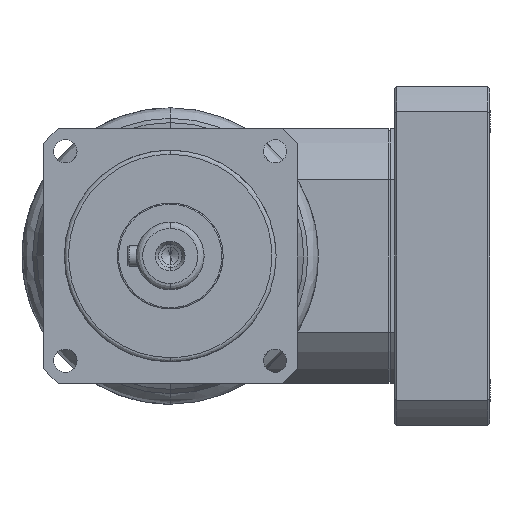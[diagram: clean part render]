
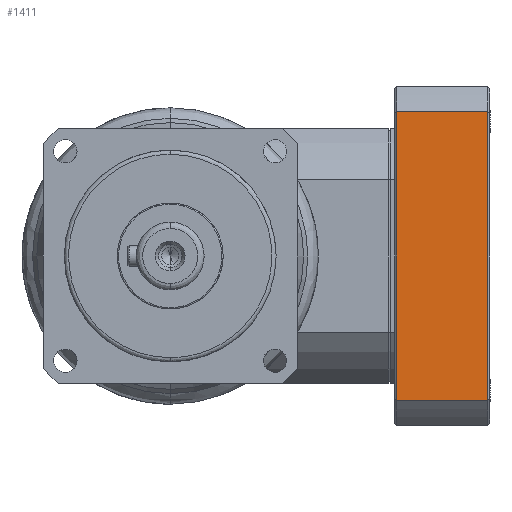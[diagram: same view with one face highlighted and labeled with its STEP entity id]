
A CAD part, left-side view. The second image highlights one B-rep face of the part: STEP entity #1411.
In plain terms, the highlighted face is planar.
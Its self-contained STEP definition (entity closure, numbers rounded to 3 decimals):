
#219 = ORIENTED_EDGE ( 'NONE', *, *, #1215, .F. ) ;
#1102 = EDGE_LOOP ( 'NONE', ( #17138, #20498, #10593, #219 ) ) ;
#1215 = EDGE_CURVE ( 'NONE', #20952, #23189, #17218, .T. ) ;
#1411 = ADVANCED_FACE ( 'NONE', ( #19317 ), #5560, .T. ) ;
#2597 = VERTEX_POINT ( 'NONE', #6726 ) ;
#2683 = CARTESIAN_POINT ( 'NONE',  ( 23.5, -40., -34.004 ) ) ;
#2730 = DIRECTION ( 'NONE',  ( -1., 0., 0. ) ) ;
#2830 = VECTOR ( 'NONE', #2730, 1000. ) ;
#4587 = DIRECTION ( 'NONE',  ( 0., 0., 1. ) ) ;
#4681 = DIRECTION ( 'NONE',  ( 0., 0., 1. ) ) ;
#5560 = PLANE ( 'NONE',  #10350 ) ;
#6431 = CARTESIAN_POINT ( 'NONE',  ( 1.5, -40., 20. ) ) ;
#6726 = CARTESIAN_POINT ( 'NONE',  ( 23., -40., 34.004 ) ) ;
#7964 = CARTESIAN_POINT ( 'NONE',  ( 0., -40., 40. ) ) ;
#8131 = DIRECTION ( 'NONE',  ( 0., -1., 0. ) ) ;
#8184 = DIRECTION ( 'NONE',  ( 0., 0., -1. ) ) ;
#8366 = EDGE_CURVE ( 'NONE', #2597, #14585, #13465, .T. ) ;
#8679 = VECTOR ( 'NONE', #15901, 1000. ) ;
#8735 = CARTESIAN_POINT ( 'NONE',  ( 0., -40., 34.004 ) ) ;
#10350 = AXIS2_PLACEMENT_3D ( 'NONE', #7964, #8131, #8184 ) ;
#10593 = ORIENTED_EDGE ( 'NONE', *, *, #14818, .F. ) ;
#11251 = VECTOR ( 'NONE', #4587, 1000. ) ;
#11302 = EDGE_CURVE ( 'NONE', #20952, #2597, #19314, .T. ) ;
#13465 = LINE ( 'NONE', #8735, #8679 ) ;
#14585 = VERTEX_POINT ( 'NONE', #16454 ) ;
#14818 = EDGE_CURVE ( 'NONE', #23189, #14585, #15946, .T. ) ;
#15901 = DIRECTION ( 'NONE',  ( -1., 0., 0. ) ) ;
#15946 = LINE ( 'NONE', #6431, #11251 ) ;
#16065 = CARTESIAN_POINT ( 'NONE',  ( 1.5, -40., -34.004 ) ) ;
#16454 = CARTESIAN_POINT ( 'NONE',  ( 1.5, -40., 34.004 ) ) ;
#17138 = ORIENTED_EDGE ( 'NONE', *, *, #11302, .T. ) ;
#17197 = CARTESIAN_POINT ( 'NONE',  ( 23., -40., 40. ) ) ;
#17218 = LINE ( 'NONE', #2683, #2830 ) ;
#17232 = CARTESIAN_POINT ( 'NONE',  ( 23., -40., -34.004 ) ) ;
#18794 = VECTOR ( 'NONE', #4681, 1000. ) ;
#19314 = LINE ( 'NONE', #17197, #18794 ) ;
#19317 = FACE_OUTER_BOUND ( 'NONE', #1102, .T. ) ;
#20498 = ORIENTED_EDGE ( 'NONE', *, *, #8366, .T. ) ;
#20952 = VERTEX_POINT ( 'NONE', #17232 ) ;
#23189 = VERTEX_POINT ( 'NONE', #16065 ) ;
